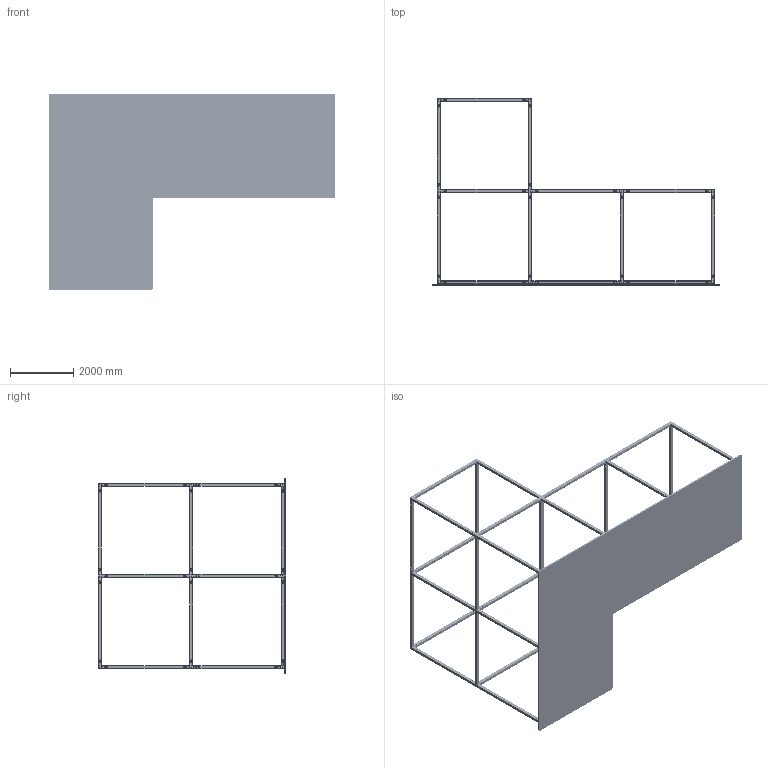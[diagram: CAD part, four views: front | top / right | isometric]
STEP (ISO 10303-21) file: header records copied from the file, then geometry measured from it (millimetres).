
FILE_DESCRIPTION (( 'STEP AP203' ), '1' );
FILE_NAME ('Modulair_Huis_V1.STEP', '2017-04-07T11:46:57', ( '' ), ( '' ), 'SwSTEP 2.0', 'SolidWorks 2015', '' );
FILE_SCHEMA (( 'CONFIG_CONTROL_DESIGN' ));
Length unit declared in the file: millimetre
Products named in the file (7): Part3^Modulair_Huis_V1; Koppelstuk_Kruis_5; Koker 100x100x2800; Modulair_Huis_V1; Koppelstuk_Hoek_3; Koppelstuk_Kruis_6; Koppelstuk_T_4
Assembly tree (76 placements, depth 2):
  Modulair_Huis_V1
    Koppelstuk_Kruis_5  x3
    Koker 100x100x2800  x49
    Koppelstuk_Kruis_6
    Koppelstuk_T_4  x11
    Koppelstuk_Hoek_3  x11
    Part3^Modulair_Huis_V1
Bounding box: 9100 x 5950 x 6200 mm (x, y, z)
Volume: 2214925646.8 mm3; surface area: 192968318.8 mm2
Topology: 148 solids, 148 shells, 8873 faces, 25422 edges, 16948 vertices
Faces by surface type: cylinder 6278, plane 2595
Entity records: 45161 total; most frequent: CARTESIAN_POINT 7604, DIRECTION 7570, ORIENTED_EDGE 7044, EDGE_CURVE 3522, AXIS2_PLACEMENT_3D 2874, VERTEX_POINT 2348, EDGE_LOOP 1902, VECTOR 1822
